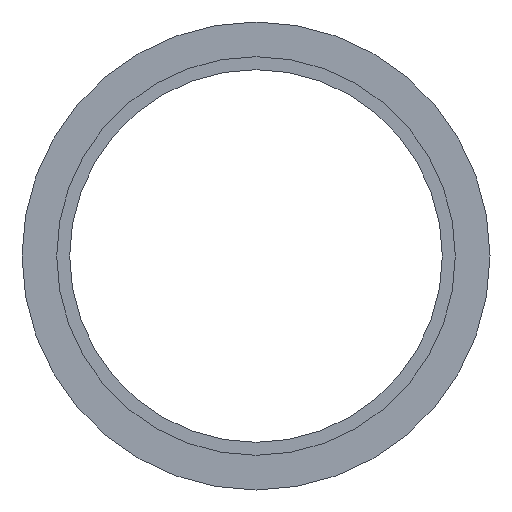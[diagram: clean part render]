
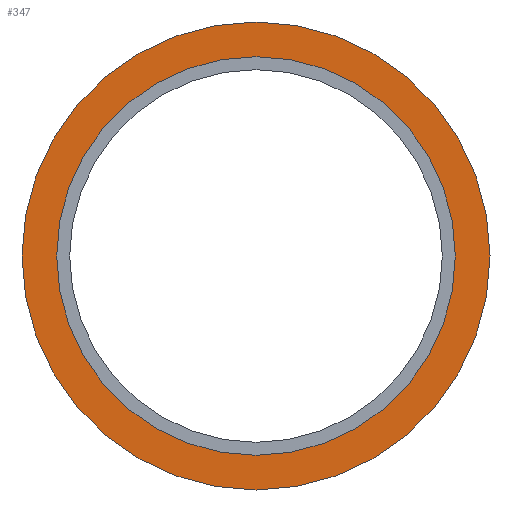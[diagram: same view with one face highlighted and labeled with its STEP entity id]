
A CAD part, left-side view. The second image highlights one B-rep face of the part: STEP entity #347.
In plain terms, the highlighted planar face has unit normal (-1, 0, 0).
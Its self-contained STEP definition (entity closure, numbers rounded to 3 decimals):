
#9 = VERTEX_POINT ( 'NONE', #91 ) ;
#18 = VERTEX_POINT ( 'NONE', #180 ) ;
#19 = AXIS2_PLACEMENT_3D ( 'NONE', #187, #218, #95 ) ;
#23 = CARTESIAN_POINT ( 'NONE',  ( 2.4, 0., 0. ) ) ;
#30 = VERTEX_POINT ( 'NONE', #245 ) ;
#41 = DIRECTION ( 'NONE',  ( 1., 0., 0. ) ) ;
#44 = ORIENTED_EDGE ( 'NONE', *, *, #104, .F. ) ;
#45 = CIRCLE ( 'NONE', #112, 23. ) ;
#84 = ORIENTED_EDGE ( 'NONE', *, *, #191, .F. ) ;
#90 = ORIENTED_EDGE ( 'NONE', *, *, #186, .T. ) ;
#91 = CARTESIAN_POINT ( 'NONE',  ( 2.4, 0., 23. ) ) ;
#95 = DIRECTION ( 'NONE',  ( 0., 0., -1. ) ) ;
#96 = DIRECTION ( 'NONE',  ( 0., 0., -1. ) ) ;
#104 = EDGE_CURVE ( 'NONE', #18, #254, #287, .T. ) ;
#112 = AXIS2_PLACEMENT_3D ( 'NONE', #383, #41, #140 ) ;
#140 = DIRECTION ( 'NONE',  ( 0., 0., -1. ) ) ;
#151 = EDGE_LOOP ( 'NONE', ( #44, #84 ) ) ;
#168 = PLANE ( 'NONE',  #272 ) ;
#180 = CARTESIAN_POINT ( 'NONE',  ( 2.4, 0., -27. ) ) ;
#186 = EDGE_CURVE ( 'NONE', #9, #30, #268, .T. ) ;
#187 = CARTESIAN_POINT ( 'NONE',  ( 2.4, 0., 0. ) ) ;
#191 = EDGE_CURVE ( 'NONE', #254, #18, #346, .T. ) ;
#218 = DIRECTION ( 'NONE',  ( 1., 0., 0. ) ) ;
#221 = ORIENTED_EDGE ( 'NONE', *, *, #360, .T. ) ;
#222 = FACE_BOUND ( 'NONE', #338, .T. ) ;
#237 = DIRECTION ( 'NONE',  ( -1., 0., 0. ) ) ;
#245 = CARTESIAN_POINT ( 'NONE',  ( 2.4, 0., -23. ) ) ;
#252 = FACE_OUTER_BOUND ( 'NONE', #151, .T. ) ;
#253 = CARTESIAN_POINT ( 'NONE',  ( 2.4, 0., 0. ) ) ;
#254 = VERTEX_POINT ( 'NONE', #290 ) ;
#267 = AXIS2_PLACEMENT_3D ( 'NONE', #23, #280, #96 ) ;
#268 = CIRCLE ( 'NONE', #297, 23. ) ;
#272 = AXIS2_PLACEMENT_3D ( 'NONE', #322, #237, #349 ) ;
#280 = DIRECTION ( 'NONE',  ( 1., 0., 0. ) ) ;
#287 = CIRCLE ( 'NONE', #19, 27. ) ;
#290 = CARTESIAN_POINT ( 'NONE',  ( 2.4, 0., 27. ) ) ;
#297 = AXIS2_PLACEMENT_3D ( 'NONE', #253, #402, #401 ) ;
#322 = CARTESIAN_POINT ( 'NONE',  ( 2.4, 27., 0. ) ) ;
#338 = EDGE_LOOP ( 'NONE', ( #221, #90 ) ) ;
#346 = CIRCLE ( 'NONE', #267, 27. ) ;
#347 = ADVANCED_FACE ( 'NONE', ( #222, #252 ), #168, .T. ) ;
#349 = DIRECTION ( 'NONE',  ( 0., 0., 1. ) ) ;
#360 = EDGE_CURVE ( 'NONE', #30, #9, #45, .T. ) ;
#383 = CARTESIAN_POINT ( 'NONE',  ( 2.4, 0., 0. ) ) ;
#401 = DIRECTION ( 'NONE',  ( 0., 0., -1. ) ) ;
#402 = DIRECTION ( 'NONE',  ( 1., 0., 0. ) ) ;
